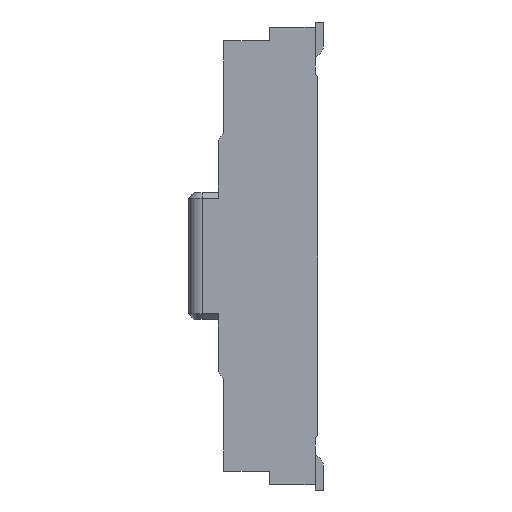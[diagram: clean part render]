
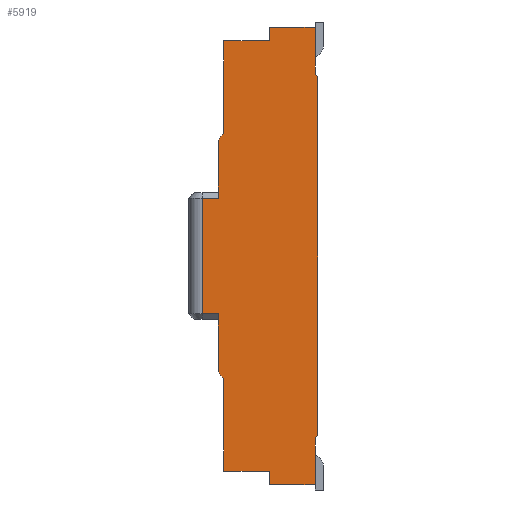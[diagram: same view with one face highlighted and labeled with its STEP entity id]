
A CAD part, front view. The second image highlights one B-rep face of the part: STEP entity #5919.
In plain terms, the highlighted planar face has unit normal (0, -1, 0).
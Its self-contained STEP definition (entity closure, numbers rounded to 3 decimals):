
#75=CIRCLE('',#6182,0.5);
#84=CIRCLE('',#6199,0.5);
#301=PLANE('',#6205);
#613=FACE_OUTER_BOUND('',#963,.T.);
#963=EDGE_LOOP('',(#5203,#5204,#5205,#5206,#5207,#5208,#5209,#5210,#5211,
#5212,#5213,#5214,#5215,#5216,#5217,#5218,#5219,#5220,#5221,#5222));
#1429=LINE('',#9887,#2029);
#1433=LINE('',#9894,#2033);
#1436=LINE('',#9902,#2036);
#1440=LINE('',#9909,#2040);
#1441=LINE('',#9911,#2041);
#1456=LINE('',#9945,#2056);
#1466=LINE('',#9972,#2066);
#1474=LINE('',#9992,#2074);
#1488=LINE('',#10048,#2088);
#1501=LINE('',#10125,#2101);
#1502=LINE('',#10127,#2102);
#1503=LINE('',#10129,#2103);
#1504=LINE('',#10130,#2104);
#1505=LINE('',#10131,#2105);
#1506=LINE('',#10132,#2106);
#1507=LINE('',#10134,#2107);
#1508=LINE('',#10136,#2108);
#1509=LINE('',#10137,#2109);
#2029=VECTOR('',#6976,10.);
#2033=VECTOR('',#6982,10.);
#2036=VECTOR('',#6987,10.);
#2040=VECTOR('',#6993,10.);
#2041=VECTOR('',#6996,10.);
#2056=VECTOR('',#7019,10.);
#2066=VECTOR('',#7047,10.);
#2074=VECTOR('',#7063,10.);
#2088=VECTOR('',#7115,10.);
#2101=VECTOR('',#7172,10.);
#2102=VECTOR('',#7173,10.);
#2103=VECTOR('',#7174,10.);
#2104=VECTOR('',#7175,10.);
#2105=VECTOR('',#7176,10.);
#2106=VECTOR('',#7177,10.);
#2107=VECTOR('',#7178,10.);
#2108=VECTOR('',#7179,10.);
#2109=VECTOR('',#7180,10.);
#2825=VERTEX_POINT('',#9884);
#2826=VERTEX_POINT('',#9886);
#2828=VERTEX_POINT('',#9892);
#2831=VERTEX_POINT('',#9899);
#2832=VERTEX_POINT('',#9901);
#2834=VERTEX_POINT('',#9907);
#2849=VERTEX_POINT('',#9944);
#2855=VERTEX_POINT('',#9964);
#2857=VERTEX_POINT('',#9970);
#2862=VERTEX_POINT('',#9985);
#2865=VERTEX_POINT('',#9990);
#2878=VERTEX_POINT('',#10042);
#2879=VERTEX_POINT('',#10043);
#2888=VERTEX_POINT('',#10098);
#2889=VERTEX_POINT('',#10099);
#2894=VERTEX_POINT('',#10124);
#2895=VERTEX_POINT('',#10126);
#2896=VERTEX_POINT('',#10128);
#2897=VERTEX_POINT('',#10133);
#2898=VERTEX_POINT('',#10135);
#3591=EDGE_CURVE('',#2826,#2825,#1429,.T.);
#3595=EDGE_CURVE('',#2825,#2828,#1433,.T.);
#3598=EDGE_CURVE('',#2832,#2831,#1436,.T.);
#3602=EDGE_CURVE('',#2831,#2834,#1440,.T.);
#3603=EDGE_CURVE('',#2826,#2834,#1441,.T.);
#3620=EDGE_CURVE('',#2849,#2832,#1456,.T.);
#3634=EDGE_CURVE('',#2857,#2855,#1466,.T.);
#3644=EDGE_CURVE('',#2865,#2862,#1474,.T.);
#3666=EDGE_CURVE('',#2878,#2879,#75,.T.);
#3669=EDGE_CURVE('',#2857,#2879,#1488,.T.);
#3686=EDGE_CURVE('',#2888,#2889,#84,.T.);
#3695=EDGE_CURVE('',#2894,#2828,#1501,.T.);
#3696=EDGE_CURVE('',#2894,#2895,#1502,.T.);
#3697=EDGE_CURVE('',#2895,#2896,#1503,.T.);
#3698=EDGE_CURVE('',#2896,#2889,#1504,.T.);
#3699=EDGE_CURVE('',#2888,#2862,#1505,.T.);
#3700=EDGE_CURVE('',#2855,#2865,#1506,.T.);
#3701=EDGE_CURVE('',#2878,#2897,#1507,.T.);
#3702=EDGE_CURVE('',#2897,#2898,#1508,.T.);
#3703=EDGE_CURVE('',#2898,#2849,#1509,.T.);
#5203=ORIENTED_EDGE('',*,*,#3595,.T.);
#5204=ORIENTED_EDGE('',*,*,#3695,.F.);
#5205=ORIENTED_EDGE('',*,*,#3696,.T.);
#5206=ORIENTED_EDGE('',*,*,#3697,.T.);
#5207=ORIENTED_EDGE('',*,*,#3698,.T.);
#5208=ORIENTED_EDGE('',*,*,#3686,.F.);
#5209=ORIENTED_EDGE('',*,*,#3699,.T.);
#5210=ORIENTED_EDGE('',*,*,#3644,.F.);
#5211=ORIENTED_EDGE('',*,*,#3700,.F.);
#5212=ORIENTED_EDGE('',*,*,#3634,.F.);
#5213=ORIENTED_EDGE('',*,*,#3669,.T.);
#5214=ORIENTED_EDGE('',*,*,#3666,.F.);
#5215=ORIENTED_EDGE('',*,*,#3701,.T.);
#5216=ORIENTED_EDGE('',*,*,#3702,.T.);
#5217=ORIENTED_EDGE('',*,*,#3703,.T.);
#5218=ORIENTED_EDGE('',*,*,#3620,.T.);
#5219=ORIENTED_EDGE('',*,*,#3598,.T.);
#5220=ORIENTED_EDGE('',*,*,#3602,.T.);
#5221=ORIENTED_EDGE('',*,*,#3603,.F.);
#5222=ORIENTED_EDGE('',*,*,#3591,.T.);
#5919=ADVANCED_FACE('',(#613),#301,.T.);
#6182=AXIS2_PLACEMENT_3D('',#10044,#7109,#7110);
#6199=AXIS2_PLACEMENT_3D('',#10100,#7154,#7155);
#6205=AXIS2_PLACEMENT_3D('',#10123,#7170,#7171);
#6976=DIRECTION('',(-0.5,0.,0.866));
#6982=DIRECTION('',(0.,0.,1.));
#6987=DIRECTION('',(0.,0.,1.));
#6993=DIRECTION('',(0.5,0.,0.866));
#6996=DIRECTION('',(0.,0.,-1.));
#7019=DIRECTION('',(1.,0.,0.));
#7047=DIRECTION('',(-1.,0.,0.));
#7063=DIRECTION('',(1.,0.,0.));
#7109=DIRECTION('center_axis',(0.,1.,0.));
#7110=DIRECTION('ref_axis',(-0.6,0.,-0.8));
#7115=DIRECTION('',(0.,0.,-1.));
#7154=DIRECTION('center_axis',(0.,1.,0.));
#7155=DIRECTION('ref_axis',(-0.6,0.,0.8));
#7170=DIRECTION('center_axis',(0.,-1.,0.));
#7171=DIRECTION('ref_axis',(0.,0.,-1.));
#7172=DIRECTION('',(1.,0.,0.));
#7173=DIRECTION('',(0.,0.,-1.));
#7174=DIRECTION('',(-1.,0.,0.));
#7175=DIRECTION('',(0.,0.,-1.));
#7176=DIRECTION('',(0.,0.,-1.));
#7177=DIRECTION('',(0.,0.,1.));
#7178=DIRECTION('',(0.,0.,-1.));
#7179=DIRECTION('',(1.,0.,0.));
#7180=DIRECTION('',(0.,0.,-1.));
#9884=CARTESIAN_POINT('',(4.7,-4.25,6.8));
#9886=CARTESIAN_POINT('',(4.8,-4.25,6.627));
#9887=CARTESIAN_POINT('',(3.744,-4.25,8.455));
#9892=CARTESIAN_POINT('',(4.7,-4.25,8.5));
#9894=CARTESIAN_POINT('',(4.7,-4.25,8.5));
#9899=CARTESIAN_POINT('',(4.7,-4.25,-6.8));
#9901=CARTESIAN_POINT('',(4.7,-4.25,-8.5));
#9902=CARTESIAN_POINT('',(4.7,-4.25,0.85));
#9907=CARTESIAN_POINT('',(4.8,-4.25,-6.627));
#9909=CARTESIAN_POINT('',(7.475,-4.25,-1.993));
#9911=CARTESIAN_POINT('',(4.8,-4.25,8.5));
#9944=CARTESIAN_POINT('',(3.,-4.25,-8.5));
#9945=CARTESIAN_POINT('',(0.,-4.25,-8.5));
#9964=CARTESIAN_POINT('',(0.5,-4.25,-2.15));
#9970=CARTESIAN_POINT('',(1.1,-4.25,-2.15));
#9972=CARTESIAN_POINT('',(0.55,-4.25,-2.15));
#9985=CARTESIAN_POINT('',(1.1,-4.25,2.15));
#9990=CARTESIAN_POINT('',(0.5,-4.25,2.15));
#9992=CARTESIAN_POINT('',(0.,-4.25,2.15));
#10042=CARTESIAN_POINT('',(1.3,-4.25,-4.55));
#10043=CARTESIAN_POINT('',(1.1,-4.25,-4.15));
#10044=CARTESIAN_POINT('Origin',(1.6,-4.25,-4.15));
#10048=CARTESIAN_POINT('',(1.1,-4.25,0.));
#10098=CARTESIAN_POINT('',(1.1,-4.25,4.15));
#10099=CARTESIAN_POINT('',(1.3,-4.25,4.55));
#10100=CARTESIAN_POINT('Origin',(1.6,-4.25,4.15));
#10123=CARTESIAN_POINT('Origin',(0.,-4.25,8.5));
#10124=CARTESIAN_POINT('',(3.,-4.25,8.5));
#10125=CARTESIAN_POINT('',(0.,-4.25,8.5));
#10126=CARTESIAN_POINT('',(3.,-4.25,8.));
#10127=CARTESIAN_POINT('',(3.,-4.25,8.375));
#10128=CARTESIAN_POINT('',(1.3,-4.25,8.));
#10129=CARTESIAN_POINT('',(0.55,-4.25,8.));
#10130=CARTESIAN_POINT('',(1.3,-4.25,6.915));
#10131=CARTESIAN_POINT('',(1.1,-4.25,5.425));
#10132=CARTESIAN_POINT('',(0.5,-4.25,4.25));
#10133=CARTESIAN_POINT('',(1.3,-4.25,-8.));
#10134=CARTESIAN_POINT('',(1.3,-4.25,1.585));
#10135=CARTESIAN_POINT('',(3.,-4.25,-8.));
#10136=CARTESIAN_POINT('',(0.55,-4.25,-8.));
#10137=CARTESIAN_POINT('',(3.,-4.25,0.125));
